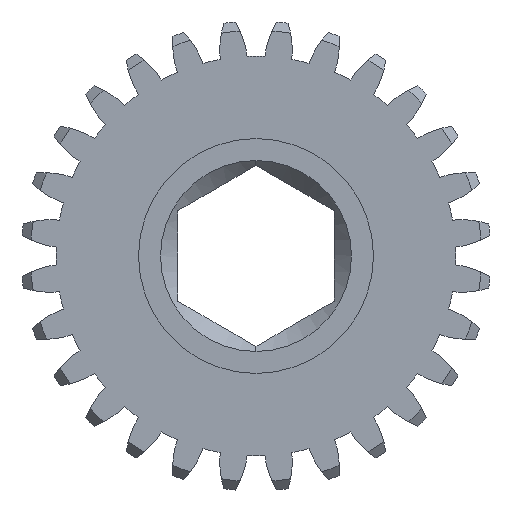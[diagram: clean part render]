
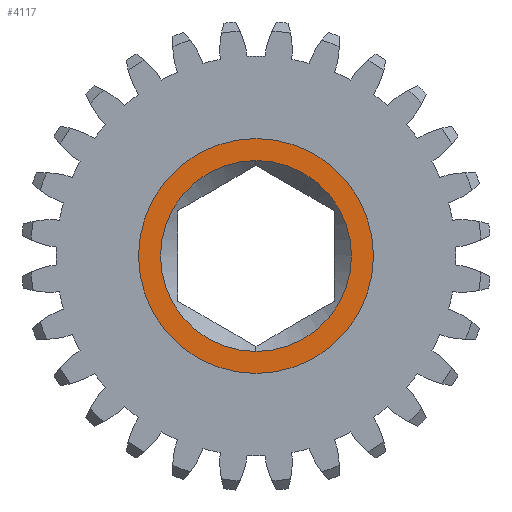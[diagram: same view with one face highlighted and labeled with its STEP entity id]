
A CAD part, left-side view. The second image highlights one B-rep face of the part: STEP entity #4117.
In plain terms, the highlighted planar face has unit normal (-1, 0, 0).
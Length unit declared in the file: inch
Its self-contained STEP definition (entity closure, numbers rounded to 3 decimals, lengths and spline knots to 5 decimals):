
#28 = VERTEX_POINT ( 'NONE', #1745 ) ;
#151 = DIRECTION ( 'NONE',  ( 1., 0., 0. ) ) ;
#179 = DIRECTION ( 'NONE',  ( 0., 0., -1. ) ) ;
#246 = DIRECTION ( 'NONE',  ( 0., 0., -1. ) ) ;
#274 = CIRCLE ( 'NONE', #5310, 0.305 ) ;
#285 = EDGE_CURVE ( 'NONE', #450, #28, #6597, .T. ) ;
#367 = EDGE_CURVE ( 'NONE', #6019, #1330, #274, .T. ) ;
#433 = CIRCLE ( 'NONE', #2736, 0.375 ) ;
#450 = VERTEX_POINT ( 'NONE', #2305 ) ;
#836 = CIRCLE ( 'NONE', #3459, 0.305 ) ;
#1330 = VERTEX_POINT ( 'NONE', #6422 ) ;
#1698 = AXIS2_PLACEMENT_3D ( 'NONE', #4609, #6678, #2011 ) ;
#1738 = CARTESIAN_POINT ( 'NONE',  ( -0.0625, 0., 0. ) ) ;
#1745 = CARTESIAN_POINT ( 'NONE',  ( -0.0625, 0., -0.375 ) ) ;
#1802 = CARTESIAN_POINT ( 'NONE',  ( -0.0625, 0., 0. ) ) ;
#1810 = FACE_BOUND ( 'NONE', #6609, .T. ) ;
#1990 = DIRECTION ( 'NONE',  ( -1., 0., 0. ) ) ;
#2011 = DIRECTION ( 'NONE',  ( 0., 0., -1. ) ) ;
#2073 = ORIENTED_EDGE ( 'NONE', *, *, #6729, .T. ) ;
#2305 = CARTESIAN_POINT ( 'NONE',  ( -0.0625, 0., 0.375 ) ) ;
#2686 = ORIENTED_EDGE ( 'NONE', *, *, #367, .T. ) ;
#2736 = AXIS2_PLACEMENT_3D ( 'NONE', #4656, #1990, #5708 ) ;
#3231 = PLANE ( 'NONE',  #6255 ) ;
#3459 = AXIS2_PLACEMENT_3D ( 'NONE', #1802, #4362, #6001 ) ;
#3721 = EDGE_CURVE ( 'NONE', #1330, #6019, #836, .T. ) ;
#3743 = CARTESIAN_POINT ( 'NONE',  ( -0.0625, 0., 0. ) ) ;
#3836 = CARTESIAN_POINT ( 'NONE',  ( -0.0625, 0., 0.305 ) ) ;
#3848 = DIRECTION ( 'NONE',  ( 1., 0., 0. ) ) ;
#4117 = ADVANCED_FACE ( 'NONE', ( #1810, #4369 ), #3231, .F. ) ;
#4362 = DIRECTION ( 'NONE',  ( 1., 0., 0. ) ) ;
#4369 = FACE_OUTER_BOUND ( 'NONE', #5033, .T. ) ;
#4609 = CARTESIAN_POINT ( 'NONE',  ( -0.0625, 0., 0. ) ) ;
#4656 = CARTESIAN_POINT ( 'NONE',  ( -0.0625, 0., 0. ) ) ;
#5006 = ORIENTED_EDGE ( 'NONE', *, *, #3721, .T. ) ;
#5033 = EDGE_LOOP ( 'NONE', ( #2073, #5377 ) ) ;
#5310 = AXIS2_PLACEMENT_3D ( 'NONE', #3743, #3848, #179 ) ;
#5377 = ORIENTED_EDGE ( 'NONE', *, *, #285, .T. ) ;
#5708 = DIRECTION ( 'NONE',  ( 0., 0., -1. ) ) ;
#6001 = DIRECTION ( 'NONE',  ( 0., 0., -1. ) ) ;
#6019 = VERTEX_POINT ( 'NONE', #3836 ) ;
#6255 = AXIS2_PLACEMENT_3D ( 'NONE', #1738, #151, #246 ) ;
#6422 = CARTESIAN_POINT ( 'NONE',  ( -0.0625, 0., -0.305 ) ) ;
#6597 = CIRCLE ( 'NONE', #1698, 0.375 ) ;
#6609 = EDGE_LOOP ( 'NONE', ( #5006, #2686 ) ) ;
#6678 = DIRECTION ( 'NONE',  ( -1., 0., 0. ) ) ;
#6729 = EDGE_CURVE ( 'NONE', #28, #450, #433, .T. ) ;
